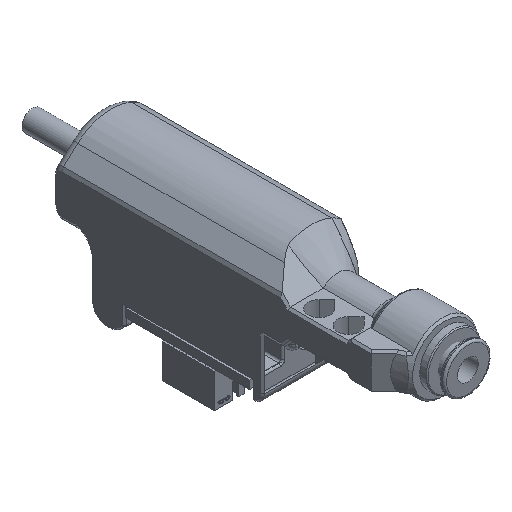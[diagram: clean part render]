
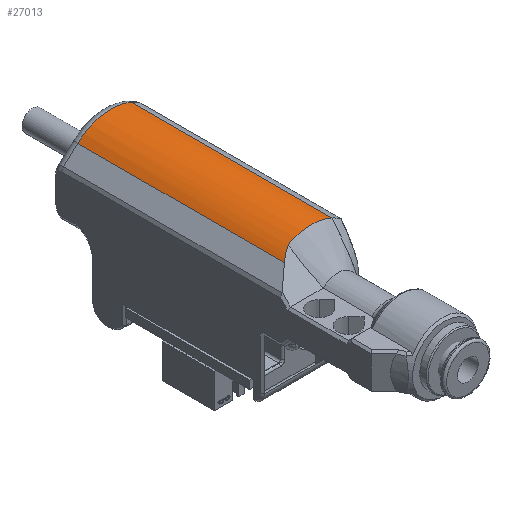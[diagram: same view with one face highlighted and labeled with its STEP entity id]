
A CAD part, isometric view. The second image highlights one B-rep face of the part: STEP entity #27013.
In plain terms, the highlighted cylindrical face has radius 9.45 mm (diameter 18.9 mm), a partial arc.
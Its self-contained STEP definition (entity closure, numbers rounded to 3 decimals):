
#976=ELLIPSE('',#28793,12.709,9.45);
#3269=FACE_OUTER_BOUND('',#4805,.T.);
#4805=EDGE_LOOP('',(#19401,#19402,#19403,#19404,#19405));
#6533=LINE('',#38719,#9206);
#6534=LINE('',#38723,#9207);
#9206=VECTOR('',#31169,10.);
#9207=VECTOR('',#31172,10.);
#11773=CIRCLE('',#28791,9.45);
#11774=CIRCLE('',#28792,9.45);
#12394=VERTEX_POINT('',#38715);
#12395=VERTEX_POINT('',#38716);
#12396=VERTEX_POINT('',#38718);
#12397=VERTEX_POINT('',#38720);
#12398=VERTEX_POINT('',#38722);
#15118=EDGE_CURVE('',#12394,#12395,#11773,.T.);
#15119=EDGE_CURVE('',#12394,#12396,#6533,.T.);
#15120=EDGE_CURVE('',#12397,#12396,#11774,.T.);
#15121=EDGE_CURVE('',#12398,#12397,#6534,.T.);
#15122=EDGE_CURVE('',#12395,#12398,#976,.T.);
#19401=ORIENTED_EDGE('',*,*,#15118,.F.);
#19402=ORIENTED_EDGE('',*,*,#15119,.T.);
#19403=ORIENTED_EDGE('',*,*,#15120,.F.);
#19404=ORIENTED_EDGE('',*,*,#15121,.F.);
#19405=ORIENTED_EDGE('',*,*,#15122,.F.);
#26722=CYLINDRICAL_SURFACE('',#28790,9.45);
#27013=ADVANCED_FACE('',(#3269),#26722,.T.);
#28790=AXIS2_PLACEMENT_3D('',#38714,#31165,#31166);
#28791=AXIS2_PLACEMENT_3D('',#38717,#31167,#31168);
#28792=AXIS2_PLACEMENT_3D('',#38721,#31170,#31171);
#28793=AXIS2_PLACEMENT_3D('',#38724,#31173,#31174);
#31165=DIRECTION('center_axis',(0.,0.,1.));
#31166=DIRECTION('ref_axis',(1.,0.,0.));
#31167=DIRECTION('center_axis',(0.,0.,-1.));
#31168=DIRECTION('ref_axis',(-0.581,0.814,0.));
#31169=DIRECTION('',(0.,0.,1.));
#31170=DIRECTION('center_axis',(0.,0.,1.));
#31171=DIRECTION('ref_axis',(0.161,0.987,0.));
#31172=DIRECTION('',(0.,0.,1.));
#31173=DIRECTION('center_axis',(0.,0.669,
-0.744));
#31174=DIRECTION('ref_axis',(0.,0.744,0.669));
#38714=CARTESIAN_POINT('Origin',(-19.034,9.205,1.3));
#38715=CARTESIAN_POINT('',(-22.923,17.818,2.35));
#38716=CARTESIAN_POINT('',(-14.534,17.515,2.35));
#38717=CARTESIAN_POINT('Origin',(-19.034,9.205,2.35));
#38718=CARTESIAN_POINT('',(-22.923,17.818,40.85));
#38719=CARTESIAN_POINT('',(-22.923,17.818,-1.75));
#38720=CARTESIAN_POINT('',(-12.61,16.136,40.85));
#38721=CARTESIAN_POINT('Origin',(-19.034,9.205,40.85));
#38722=CARTESIAN_POINT('',(-12.61,16.136,1.11));
#38723=CARTESIAN_POINT('',(-12.61,16.136,2.45));
#38724=CARTESIAN_POINT('Origin',(-19.034,9.205,-5.123));
